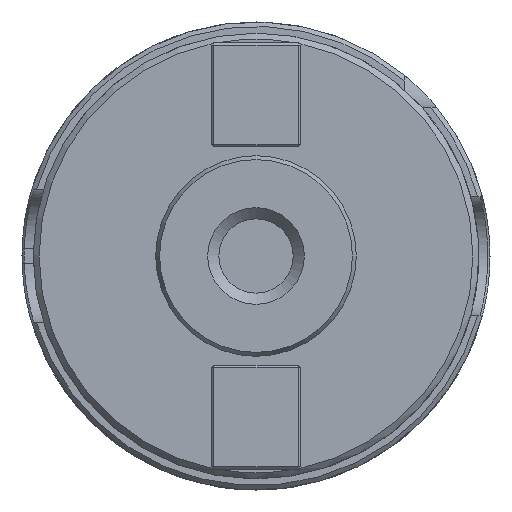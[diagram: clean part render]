
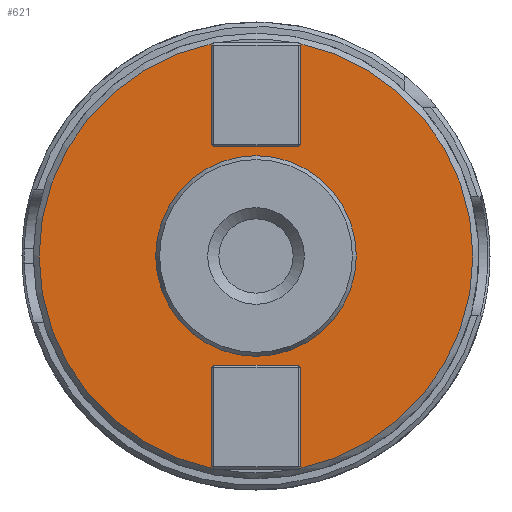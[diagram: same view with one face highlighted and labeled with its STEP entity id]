
A CAD part, left-side view. The second image highlights one B-rep face of the part: STEP entity #621.
In plain terms, the highlighted planar face has unit normal (-1, 0, 0).
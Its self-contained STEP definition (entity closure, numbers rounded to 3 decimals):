
#339=LINE('',#3787,#475);
#340=LINE('',#3789,#476);
#341=LINE('',#3791,#477);
#342=LINE('',#3793,#478);
#343=LINE('',#3795,#479);
#344=LINE('',#3797,#480);
#345=LINE('',#3799,#481);
#346=LINE('',#3803,#482);
#347=LINE('',#3805,#483);
#348=LINE('',#3807,#484);
#349=LINE('',#3809,#485);
#350=LINE('',#3811,#486);
#351=LINE('',#3813,#487);
#352=LINE('',#3815,#488);
#475=VECTOR('',#2569,1.);
#476=VECTOR('',#2570,1.);
#477=VECTOR('',#2571,1.);
#478=VECTOR('',#2572,1.);
#479=VECTOR('',#2573,1.);
#480=VECTOR('',#2574,1.);
#481=VECTOR('',#2575,1.);
#482=VECTOR('',#2578,1.);
#483=VECTOR('',#2579,1.);
#484=VECTOR('',#2580,1.);
#485=VECTOR('',#2581,1.);
#486=VECTOR('',#2582,1.);
#487=VECTOR('',#2583,1.);
#488=VECTOR('',#2584,1.);
#621=ADVANCED_FACE('',(#767,#768),#703,.F.);
#703=PLANE('',#2184);
#767=FACE_BOUND('',#878,.T.);
#768=FACE_BOUND('',#879,.T.);
#878=EDGE_LOOP('',(#1318));
#879=EDGE_LOOP('',(#1319,#1320,#1321,#1322,#1323,#1324,#1325,#1326,#1327,
#1328,#1329,#1330,#1331,#1332,#1333,#1334));
#1318=ORIENTED_EDGE('',*,*,#1887,.F.);
#1319=ORIENTED_EDGE('',*,*,#1888,.F.);
#1320=ORIENTED_EDGE('',*,*,#1889,.T.);
#1321=ORIENTED_EDGE('',*,*,#1890,.T.);
#1322=ORIENTED_EDGE('',*,*,#1891,.T.);
#1323=ORIENTED_EDGE('',*,*,#1892,.T.);
#1324=ORIENTED_EDGE('',*,*,#1893,.T.);
#1325=ORIENTED_EDGE('',*,*,#1894,.T.);
#1326=ORIENTED_EDGE('',*,*,#1895,.T.);
#1327=ORIENTED_EDGE('',*,*,#1896,.F.);
#1328=ORIENTED_EDGE('',*,*,#1897,.T.);
#1329=ORIENTED_EDGE('',*,*,#1898,.T.);
#1330=ORIENTED_EDGE('',*,*,#1899,.T.);
#1331=ORIENTED_EDGE('',*,*,#1900,.T.);
#1332=ORIENTED_EDGE('',*,*,#1901,.T.);
#1333=ORIENTED_EDGE('',*,*,#1902,.T.);
#1334=ORIENTED_EDGE('',*,*,#1903,.T.);
#1639=VERTEX_POINT('',#3783);
#1640=VERTEX_POINT('',#3785);
#1641=VERTEX_POINT('',#3786);
#1642=VERTEX_POINT('',#3788);
#1643=VERTEX_POINT('',#3790);
#1644=VERTEX_POINT('',#3792);
#1645=VERTEX_POINT('',#3794);
#1646=VERTEX_POINT('',#3796);
#1647=VERTEX_POINT('',#3798);
#1648=VERTEX_POINT('',#3800);
#1649=VERTEX_POINT('',#3802);
#1650=VERTEX_POINT('',#3804);
#1651=VERTEX_POINT('',#3806);
#1652=VERTEX_POINT('',#3808);
#1653=VERTEX_POINT('',#3810);
#1654=VERTEX_POINT('',#3812);
#1655=VERTEX_POINT('',#3814);
#1887=EDGE_CURVE('',#1639,#1639,#2031,.T.);
#1888=EDGE_CURVE('',#1640,#1641,#2032,.T.);
#1889=EDGE_CURVE('',#1640,#1642,#339,.T.);
#1890=EDGE_CURVE('',#1642,#1643,#340,.T.);
#1891=EDGE_CURVE('',#1643,#1644,#341,.T.);
#1892=EDGE_CURVE('',#1644,#1645,#342,.T.);
#1893=EDGE_CURVE('',#1645,#1646,#343,.T.);
#1894=EDGE_CURVE('',#1646,#1647,#344,.T.);
#1895=EDGE_CURVE('',#1647,#1648,#345,.T.);
#1896=EDGE_CURVE('',#1649,#1648,#2033,.T.);
#1897=EDGE_CURVE('',#1649,#1650,#346,.T.);
#1898=EDGE_CURVE('',#1650,#1651,#347,.T.);
#1899=EDGE_CURVE('',#1651,#1652,#348,.T.);
#1900=EDGE_CURVE('',#1652,#1653,#349,.T.);
#1901=EDGE_CURVE('',#1653,#1654,#350,.T.);
#1902=EDGE_CURVE('',#1654,#1655,#351,.T.);
#1903=EDGE_CURVE('',#1655,#1641,#352,.T.);
#2031=CIRCLE('',#2181,13.5);
#2032=CIRCLE('',#2182,29.2);
#2033=CIRCLE('',#2183,29.2);
#2181=AXIS2_PLACEMENT_3D('',#3782,#2565,#2566);
#2182=AXIS2_PLACEMENT_3D('',#3784,#2567,#2568);
#2183=AXIS2_PLACEMENT_3D('',#3801,#2576,#2577);
#2184=AXIS2_PLACEMENT_3D('',#3816,#2585,#2586);
#2565=DIRECTION('',(-1.,0.,0.));
#2566=DIRECTION('',(0.,0.,-1.));
#2567=DIRECTION('',(1.,0.,0.));
#2568=DIRECTION('',(0.,0.,1.));
#2569=DIRECTION('',(0.,0.707,0.707));
#2570=DIRECTION('',(0.,0.,1.));
#2571=DIRECTION('',(0.,-0.707,0.707));
#2572=DIRECTION('',(0.,-1.,0.));
#2573=DIRECTION('',(0.,-0.707,-0.707));
#2574=DIRECTION('',(0.,0.,-1.));
#2575=DIRECTION('',(0.,0.707,-0.707));
#2576=DIRECTION('',(1.,0.,0.));
#2577=DIRECTION('',(0.,0.,1.));
#2578=DIRECTION('',(0.,-0.707,-0.707));
#2579=DIRECTION('',(0.,0.,-1.));
#2580=DIRECTION('',(0.,0.707,-0.707));
#2581=DIRECTION('',(0.,1.,0.));
#2582=DIRECTION('',(0.,0.707,0.707));
#2583=DIRECTION('',(0.,0.,1.));
#2584=DIRECTION('',(0.,-0.707,0.707));
#2585=DIRECTION('',(1.,0.,0.));
#2586=DIRECTION('',(0.,0.,-1.));
#3782=CARTESIAN_POINT('',(21.5,0.,0.));
#3783=CARTESIAN_POINT('',(21.5,0.,-13.5));
#3784=CARTESIAN_POINT('',(21.5,0.,0.));
#3785=CARTESIAN_POINT('',(21.5,5.777,-28.623));
#3786=CARTESIAN_POINT('',(21.5,5.777,28.623));
#3787=CARTESIAN_POINT('',(21.5,31.8,-2.6));
#3788=CARTESIAN_POINT('',(21.5,6.,-28.4));
#3789=CARTESIAN_POINT('',(21.5,6.,29.2));
#3790=CARTESIAN_POINT('',(21.5,6.,-15.));
#3791=CARTESIAN_POINT('',(21.5,-19.1,10.1));
#3792=CARTESIAN_POINT('',(21.5,5.7,-14.7));
#3793=CARTESIAN_POINT('',(21.5,0.,-14.7));
#3794=CARTESIAN_POINT('',(21.5,-5.7,-14.7));
#3795=CARTESIAN_POINT('',(21.5,19.1,10.1));
#3796=CARTESIAN_POINT('',(21.5,-6.,-15.));
#3797=CARTESIAN_POINT('',(21.5,-6.,29.2));
#3798=CARTESIAN_POINT('',(21.5,-6.,-28.4));
#3799=CARTESIAN_POINT('',(21.5,-31.8,-2.6));
#3800=CARTESIAN_POINT('',(21.5,-5.777,-28.623));
#3801=CARTESIAN_POINT('',(21.5,0.,0.));
#3802=CARTESIAN_POINT('',(21.5,-5.777,28.623));
#3803=CARTESIAN_POINT('',(21.5,-2.6,31.8));
#3804=CARTESIAN_POINT('',(21.5,-6.,28.4));
#3805=CARTESIAN_POINT('',(21.5,-6.,29.2));
#3806=CARTESIAN_POINT('',(21.5,-6.,15.));
#3807=CARTESIAN_POINT('',(21.5,-10.1,19.1));
#3808=CARTESIAN_POINT('',(21.5,-5.7,14.7));
#3809=CARTESIAN_POINT('',(21.5,0.,14.7));
#3810=CARTESIAN_POINT('',(21.5,5.7,14.7));
#3811=CARTESIAN_POINT('',(21.5,10.1,19.1));
#3812=CARTESIAN_POINT('',(21.5,6.,15.));
#3813=CARTESIAN_POINT('',(21.5,6.,29.2));
#3814=CARTESIAN_POINT('',(21.5,6.,28.4));
#3815=CARTESIAN_POINT('',(21.5,2.6,31.8));
#3816=CARTESIAN_POINT('',(21.5,0.,29.2));
